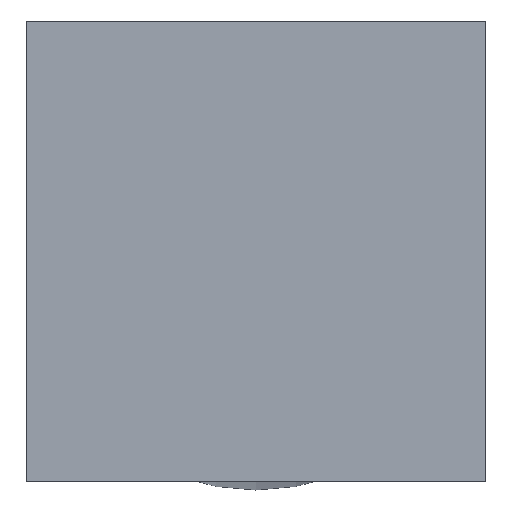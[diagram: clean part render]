
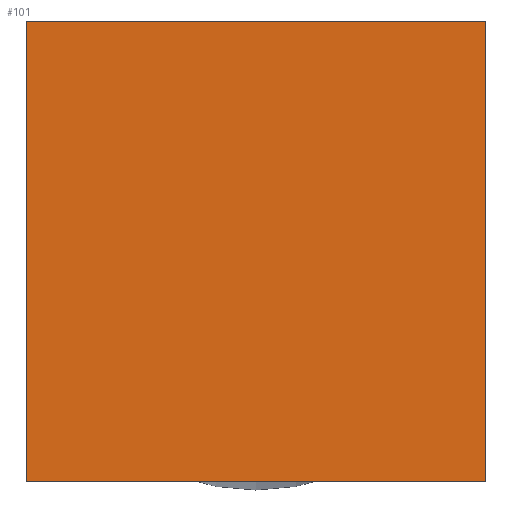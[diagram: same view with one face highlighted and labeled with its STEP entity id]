
A CAD part, top view. The second image highlights one B-rep face of the part: STEP entity #101.
In plain terms, the highlighted planar face has unit normal (0, 0, 1).
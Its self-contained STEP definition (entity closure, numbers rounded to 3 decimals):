
#22 = CARTESIAN_POINT ( 'NONE',  ( -2.5, -2.5, 55. ) ) ;
#24 = DIRECTION ( 'NONE',  ( 1., 0., 0. ) ) ;
#32 = ORIENTED_EDGE ( 'NONE', *, *, #331, .T. ) ;
#34 = CARTESIAN_POINT ( 'NONE',  ( -2.5, 2.5, 55. ) ) ;
#40 = EDGE_CURVE ( 'NONE', #129, #232, #153, .T. ) ;
#53 = CARTESIAN_POINT ( 'NONE',  ( -2.5, 2.5, 55. ) ) ;
#58 = PLANE ( 'NONE',  #63 ) ;
#63 = AXIS2_PLACEMENT_3D ( 'NONE', #193, #191, #218 ) ;
#80 = ORIENTED_EDGE ( 'NONE', *, *, #40, .T. ) ;
#83 = FACE_OUTER_BOUND ( 'NONE', #206, .T. ) ;
#89 = CARTESIAN_POINT ( 'NONE',  ( -2.5, -2.5, 55. ) ) ;
#90 = DIRECTION ( 'NONE',  ( 0., 1., 0. ) ) ;
#92 = CARTESIAN_POINT ( 'NONE',  ( 2.5, -2.5, 55. ) ) ;
#101 = ADVANCED_FACE ( 'NONE', ( #83 ), #58, .T. ) ;
#113 = DIRECTION ( 'NONE',  ( 0., -1., 0. ) ) ;
#117 = VERTEX_POINT ( 'NONE', #89 ) ;
#121 = EDGE_CURVE ( 'NONE', #232, #117, #137, .T. ) ;
#124 = LINE ( 'NONE', #325, #278 ) ;
#129 = VERTEX_POINT ( 'NONE', #324 ) ;
#137 = LINE ( 'NONE', #34, #159 ) ;
#153 = LINE ( 'NONE', #53, #334 ) ;
#159 = VECTOR ( 'NONE', #113, 1000. ) ;
#191 = DIRECTION ( 'NONE',  ( 0., 0., 1. ) ) ;
#193 = CARTESIAN_POINT ( 'NONE',  ( 0., 0., 55. ) ) ;
#206 = EDGE_LOOP ( 'NONE', ( #333, #32, #80, #317 ) ) ;
#214 = VERTEX_POINT ( 'NONE', #92 ) ;
#218 = DIRECTION ( 'NONE',  ( 1., 0., 0. ) ) ;
#227 = CARTESIAN_POINT ( 'NONE',  ( -2.5, 2.5, 55. ) ) ;
#232 = VERTEX_POINT ( 'NONE', #227 ) ;
#244 = VECTOR ( 'NONE', #24, 1000. ) ;
#270 = EDGE_CURVE ( 'NONE', #117, #214, #302, .T. ) ;
#278 = VECTOR ( 'NONE', #90, 1000. ) ;
#287 = DIRECTION ( 'NONE',  ( -1., 0., 0. ) ) ;
#302 = LINE ( 'NONE', #22, #244 ) ;
#317 = ORIENTED_EDGE ( 'NONE', *, *, #121, .T. ) ;
#324 = CARTESIAN_POINT ( 'NONE',  ( 2.5, 2.5, 55. ) ) ;
#325 = CARTESIAN_POINT ( 'NONE',  ( 2.5, 2.5, 55. ) ) ;
#331 = EDGE_CURVE ( 'NONE', #214, #129, #124, .T. ) ;
#333 = ORIENTED_EDGE ( 'NONE', *, *, #270, .T. ) ;
#334 = VECTOR ( 'NONE', #287, 1000. ) ;
